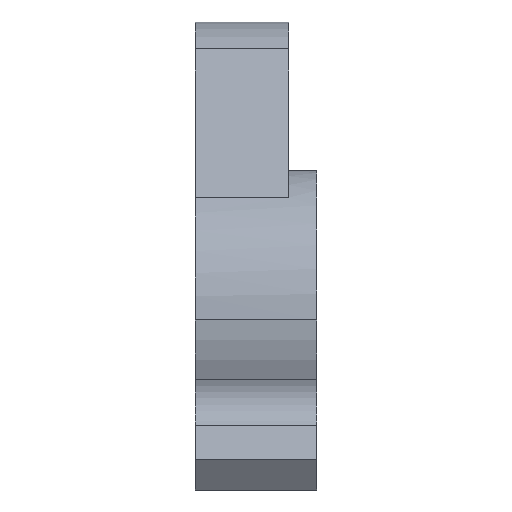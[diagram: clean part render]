
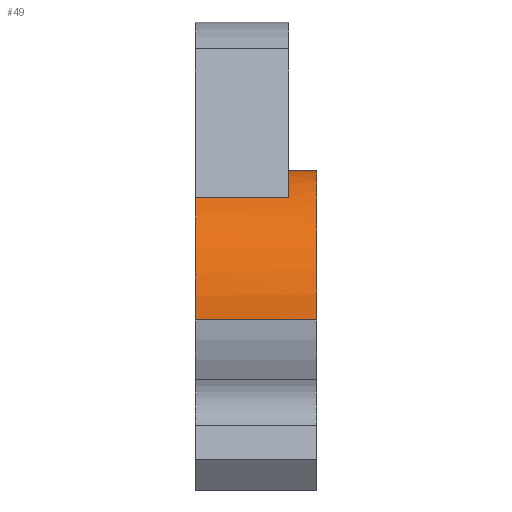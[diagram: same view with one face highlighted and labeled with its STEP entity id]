
A CAD part, top view. The second image highlights one B-rep face of the part: STEP entity #49.
In plain terms, the highlighted cylindrical face has radius 8 mm (diameter 16 mm), a partial arc.
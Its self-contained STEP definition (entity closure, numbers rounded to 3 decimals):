
#5 = CARTESIAN_POINT ( 'NONE',  ( 5., -11.472, 8.383 ) ) ;
#22 = EDGE_CURVE ( 'NONE', #277, #195, #343, .T. ) ;
#31 = CARTESIAN_POINT ( 'NONE',  ( 5., -4.918, 20.972 ) ) ;
#49 = ADVANCED_FACE ( 'NONE', ( #460 ), #709, .T. ) ;
#58 = AXIS2_PLACEMENT_3D ( 'NONE', #714, #529, #340 ) ;
#59 = DIRECTION ( 'NONE',  ( 0., 0., 1. ) ) ;
#84 = CARTESIAN_POINT ( 'NONE',  ( 5., -4.918, 20.972 ) ) ;
#93 = CARTESIAN_POINT ( 'NONE',  ( 6.5, -11.472, 16.383 ) ) ;
#94 = CARTESIAN_POINT ( 'NONE',  ( 5., -11.472, 16.383 ) ) ;
#113 = CIRCLE ( 'NONE', #478, 8. ) ;
#130 = ORIENTED_EDGE ( 'NONE', *, *, #420, .F. ) ;
#148 = DIRECTION ( 'NONE',  ( -1., 0., 0. ) ) ;
#149 = ORIENTED_EDGE ( 'NONE', *, *, #794, .F. ) ;
#184 = LINE ( 'NONE', #31, #721 ) ;
#195 = VERTEX_POINT ( 'NONE', #5 ) ;
#220 = CARTESIAN_POINT ( 'NONE',  ( 5., -11.472, 8.383 ) ) ;
#229 = CARTESIAN_POINT ( 'NONE',  ( 6.5, -11.472, 24.383 ) ) ;
#233 = DIRECTION ( 'NONE',  ( 1., 0., 0. ) ) ;
#240 = CARTESIAN_POINT ( 'NONE',  ( 6.5, -11.472, 8.383 ) ) ;
#258 = DIRECTION ( 'NONE',  ( -1., 0., 0. ) ) ;
#268 = DIRECTION ( 'NONE',  ( -1., 0., 0. ) ) ;
#271 = ORIENTED_EDGE ( 'NONE', *, *, #316, .T. ) ;
#276 = CIRCLE ( 'NONE', #58, 8. ) ;
#277 = VERTEX_POINT ( 'NONE', #240 ) ;
#286 = DIRECTION ( 'NONE',  ( -1., 0., 0. ) ) ;
#289 = VERTEX_POINT ( 'NONE', #323 ) ;
#316 = EDGE_CURVE ( 'NONE', #358, #380, #184, .T. ) ;
#319 = ORIENTED_EDGE ( 'NONE', *, *, #706, .T. ) ;
#322 = CARTESIAN_POINT ( 'NONE',  ( 5., -11.472, 16.383 ) ) ;
#323 = CARTESIAN_POINT ( 'NONE',  ( 0., -11.472, 24.383 ) ) ;
#337 = EDGE_CURVE ( 'NONE', #380, #289, #276, .T. ) ;
#340 = DIRECTION ( 'NONE',  ( 0., 0., -1. ) ) ;
#343 = LINE ( 'NONE', #220, #677 ) ;
#345 = CARTESIAN_POINT ( 'NONE',  ( 0., -4.918, 20.972 ) ) ;
#351 = CIRCLE ( 'NONE', #415, 8. ) ;
#358 = VERTEX_POINT ( 'NONE', #84 ) ;
#380 = VERTEX_POINT ( 'NONE', #345 ) ;
#390 = DIRECTION ( 'NONE',  ( 0., 0., 1. ) ) ;
#415 = AXIS2_PLACEMENT_3D ( 'NONE', #93, #634, #390 ) ;
#420 = EDGE_CURVE ( 'NONE', #598, #289, #532, .T. ) ;
#460 = FACE_OUTER_BOUND ( 'NONE', #503, .T. ) ;
#478 = AXIS2_PLACEMENT_3D ( 'NONE', #322, #233, #59 ) ;
#489 = VECTOR ( 'NONE', #258, 1000. ) ;
#503 = EDGE_LOOP ( 'NONE', ( #149, #516, #319, #271, #605, #130 ) ) ;
#516 = ORIENTED_EDGE ( 'NONE', *, *, #22, .T. ) ;
#529 = DIRECTION ( 'NONE',  ( 1., 0., 0. ) ) ;
#532 = LINE ( 'NONE', #710, #489 ) ;
#593 = DIRECTION ( 'NONE',  ( 0., 0., 1. ) ) ;
#597 = AXIS2_PLACEMENT_3D ( 'NONE', #94, #286, #593 ) ;
#598 = VERTEX_POINT ( 'NONE', #229 ) ;
#605 = ORIENTED_EDGE ( 'NONE', *, *, #337, .T. ) ;
#634 = DIRECTION ( 'NONE',  ( 1., 0., 0. ) ) ;
#677 = VECTOR ( 'NONE', #268, 1000. ) ;
#706 = EDGE_CURVE ( 'NONE', #195, #358, #113, .T. ) ;
#709 = CYLINDRICAL_SURFACE ( 'NONE', #597, 8. ) ;
#710 = CARTESIAN_POINT ( 'NONE',  ( 5., -11.472, 24.383 ) ) ;
#714 = CARTESIAN_POINT ( 'NONE',  ( 0., -11.472, 16.383 ) ) ;
#721 = VECTOR ( 'NONE', #148, 1000. ) ;
#794 = EDGE_CURVE ( 'NONE', #277, #598, #351, .T. ) ;
